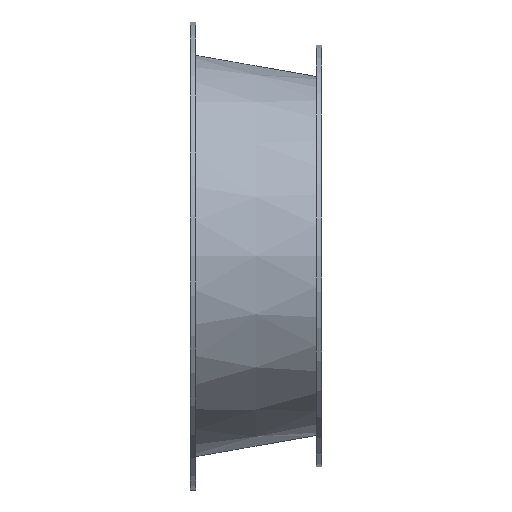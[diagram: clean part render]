
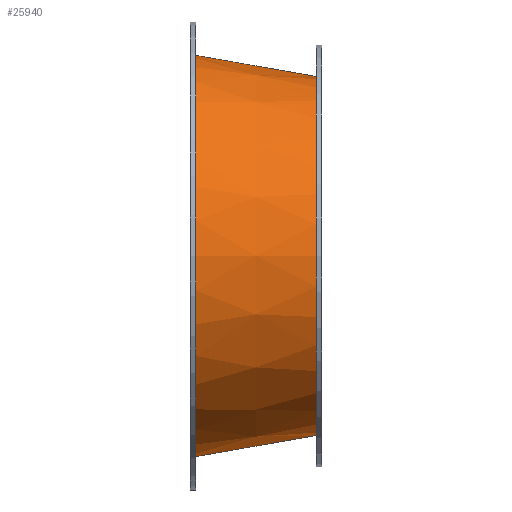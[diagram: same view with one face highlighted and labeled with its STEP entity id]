
A CAD part, top view. The second image highlights one B-rep face of the part: STEP entity #25940.
In plain terms, the highlighted conical face has half-angle 10 degrees and reference radius 4409.87 mm.
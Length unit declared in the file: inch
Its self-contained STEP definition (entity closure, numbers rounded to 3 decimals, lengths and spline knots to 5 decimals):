
#21504=CARTESIAN_POINT('',(783.,0.,0.));
#21505=DIRECTION('',(-1.,0.,0.));
#21506=DIRECTION('',(0.,-1.,0.));
#21507=AXIS2_PLACEMENT_3D('',#21504,#21505,#21506);
#21714=DIRECTION('',(0.985,-0.174,0.));
#21715=VECTOR('',#21714,111.69693);
#21716=CARTESIAN_POINT('',(783.,183.31474,0.));
#21717=LINE('',#21716,#21715);
#21718=CARTESIAN_POINT('',(893.,0.,0.));
#21719=DIRECTION('',(-1.,0.,0.));
#21720=DIRECTION('',(0.,-1.,0.));
#21721=AXIS2_PLACEMENT_3D('',#21718,#21719,#21720);
#21723=DIRECTION('',(0.985,0.174,0.));
#21724=VECTOR('',#21723,111.69693);
#21725=CARTESIAN_POINT('',(783.,-183.31474,0.));
#21726=LINE('',#21725,#21724);
#23625=CARTESIAN_POINT('',(783.,183.31474,0.));
#23626=CARTESIAN_POINT('',(893.,163.91877,0.));
#23627=VERTEX_POINT('',#23625);
#23628=VERTEX_POINT('',#23626);
#23649=CARTESIAN_POINT('',(783.,-183.31474,0.));
#23650=CARTESIAN_POINT('',(893.,-163.91877,0.));
#23651=VERTEX_POINT('',#23649);
#23652=VERTEX_POINT('',#23650);
#25928=CARTESIAN_POINT('',(838.,0.,0.));
#25929=DIRECTION('',(-1.,0.,0.));
#25930=DIRECTION('',(0.,1.,0.));
#25931=AXIS2_PLACEMENT_3D('',#25928,#25929,#25930);
#25932=CONICAL_SURFACE('',#25931,173.61675,10.);
#25933=ORIENTED_EDGE('',*,*,#25918,.T.);
#25935=ORIENTED_EDGE('',*,*,#25934,.F.);
#25936=ORIENTED_EDGE('',*,*,#25921,.F.);
#25937=ORIENTED_EDGE('',*,*,#25788,.T.);
#25938=EDGE_LOOP('',(#25933,#25935,#25936,#25937));
#25939=FACE_OUTER_BOUND('',#25938,.F.);
#25940=ADVANCED_FACE('',(#25939),#25932,.T.);
#21508=CIRCLE('',#21507,183.31474);
#21722=CIRCLE('',#21721,163.91877);
#25788=EDGE_CURVE('',#23651,#23627,#21508,.T.);
#25918=EDGE_CURVE('',#23627,#23628,#21717,.T.);
#25921=EDGE_CURVE('',#23651,#23652,#21726,.T.);
#25934=EDGE_CURVE('',#23652,#23628,#21722,.T.);
